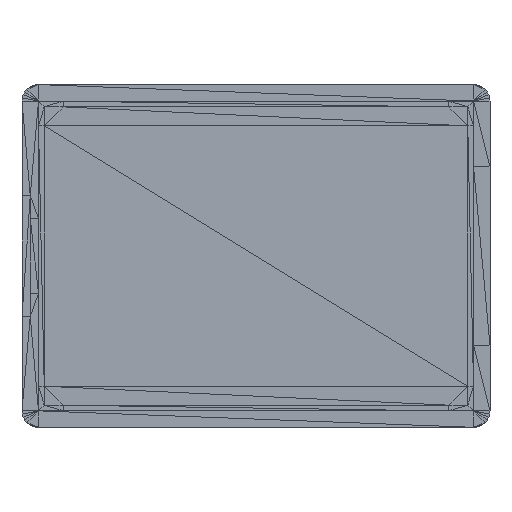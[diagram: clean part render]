
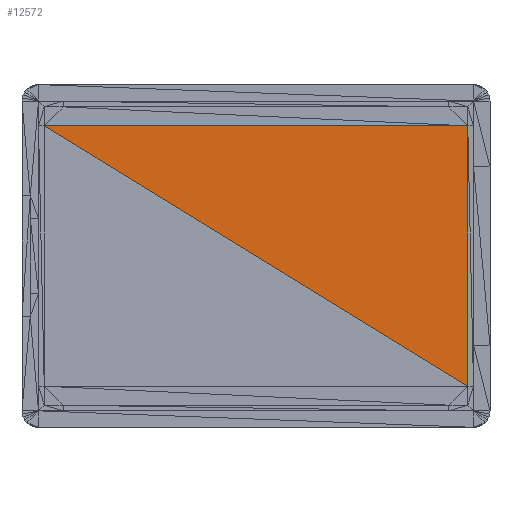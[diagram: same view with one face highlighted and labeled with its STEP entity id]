
A CAD part, top view. The second image highlights one B-rep face of the part: STEP entity #12572.
In plain terms, the highlighted planar face has unit normal (0, 0, 1).
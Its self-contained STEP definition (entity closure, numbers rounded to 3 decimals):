
#10143 = VERTEX_POINT('',#10144);
#10144 = CARTESIAN_POINT('',(-51.1,33.6,2.));
#10838 = VERTEX_POINT('',#10839);
#10839 = CARTESIAN_POINT('',(0.3,33.6,2.));
#11995 = VERTEX_POINT('',#11996);
#11996 = CARTESIAN_POINT('',(0.3,2.,2.));
#12010 = PLANE('',#12011);
#12011 = AXIS2_PLACEMENT_3D('',#12012,#12013,#12014);
#12012 = CARTESIAN_POINT('',(0.477,17.627,2.));
#12013 = DIRECTION('',(0.,0.,1.));
#12014 = DIRECTION('',(1.,0.,-0.));
#12455 = PLANE('',#12456);
#12456 = AXIS2_PLACEMENT_3D('',#12457,#12458,#12459);
#12457 = CARTESIAN_POINT('',(-31.066,12.134,2.));
#12458 = DIRECTION('',(0.,0.,1.));
#12459 = DIRECTION('',(1.,0.,-0.));
#12548 = EDGE_CURVE('',#10838,#11995,#12549,.T.);
#12549 = SURFACE_CURVE('',#12550,(#12554,#12561),.PCURVE_S1.);
#12550 = LINE('',#12551,#12552);
#12551 = CARTESIAN_POINT('',(0.3,33.6,2.));
#12552 = VECTOR('',#12553,1.);
#12553 = DIRECTION('',(0.,-1.,0.));
#12554 = PCURVE('',#12010,#12555);
#12555 = DEFINITIONAL_REPRESENTATION('',(#12556),#12560);
#12556 = LINE('',#12557,#12558);
#12557 = CARTESIAN_POINT('',(-0.177,15.973));
#12558 = VECTOR('',#12559,1.);
#12559 = DIRECTION('',(0.,-1.));
#12560 = ( GEOMETRIC_REPRESENTATION_CONTEXT(2) 
PARAMETRIC_REPRESENTATION_CONTEXT() REPRESENTATION_CONTEXT('2D SPACE',''
  ) );
#12561 = PCURVE('',#12562,#12567);
#12562 = PLANE('',#12563);
#12563 = AXIS2_PLACEMENT_3D('',#12564,#12565,#12566);
#12564 = CARTESIAN_POINT('',(-19.734,23.466,2.));
#12565 = DIRECTION('',(0.,0.,1.));
#12566 = DIRECTION('',(1.,0.,-0.));
#12567 = DEFINITIONAL_REPRESENTATION('',(#12568),#12571);
#12568 = B_SPLINE_CURVE_WITH_KNOTS('',1,(#12569,#12570),.UNSPECIFIED.,
  .F.,.F.,(2,2),(0.,31.6),.PIECEWISE_BEZIER_KNOTS.);
#12569 = CARTESIAN_POINT('',(20.034,10.134));
#12570 = CARTESIAN_POINT('',(20.034,-21.466));
#12571 = ( GEOMETRIC_REPRESENTATION_CONTEXT(2) 
PARAMETRIC_REPRESENTATION_CONTEXT() REPRESENTATION_CONTEXT('2D SPACE',''
  ) );
#12572 = ADVANCED_FACE('',(#12573),#12562,.T.);
#12573 = FACE_BOUND('',#12574,.T.);
#12574 = EDGE_LOOP('',(#12575,#12595,#12596));
#12575 = ORIENTED_EDGE('',*,*,#12576,.T.);
#12576 = EDGE_CURVE('',#10143,#11995,#12577,.T.);
#12577 = SURFACE_CURVE('',#12578,(#12582,#12589),.PCURVE_S1.);
#12578 = LINE('',#12579,#12580);
#12579 = CARTESIAN_POINT('',(-51.1,33.6,2.));
#12580 = VECTOR('',#12581,1.);
#12581 = DIRECTION('',(0.852,-0.524,0.));
#12582 = PCURVE('',#12562,#12583);
#12583 = DEFINITIONAL_REPRESENTATION('',(#12584),#12588);
#12584 = LINE('',#12585,#12586);
#12585 = CARTESIAN_POINT('',(-31.366,10.134));
#12586 = VECTOR('',#12587,1.);
#12587 = DIRECTION('',(0.852,-0.524));
#12588 = ( GEOMETRIC_REPRESENTATION_CONTEXT(2) 
PARAMETRIC_REPRESENTATION_CONTEXT() REPRESENTATION_CONTEXT('2D SPACE',''
  ) );
#12589 = PCURVE('',#12455,#12590);
#12590 = DEFINITIONAL_REPRESENTATION('',(#12591),#12594);
#12591 = B_SPLINE_CURVE_WITH_KNOTS('',1,(#12592,#12593),.UNSPECIFIED.,
  .F.,.F.,(2,2),(0.,60.337),.PIECEWISE_BEZIER_KNOTS.);
#12592 = CARTESIAN_POINT('',(-20.034,21.466));
#12593 = CARTESIAN_POINT('',(31.366,-10.134));
#12594 = ( GEOMETRIC_REPRESENTATION_CONTEXT(2) 
PARAMETRIC_REPRESENTATION_CONTEXT() REPRESENTATION_CONTEXT('2D SPACE',''
  ) );
#12595 = ORIENTED_EDGE('',*,*,#12548,.F.);
#12596 = ORIENTED_EDGE('',*,*,#12597,.T.);
#12597 = EDGE_CURVE('',#10838,#10143,#12598,.T.);
#12598 = SURFACE_CURVE('',#12599,(#12603,#12610),.PCURVE_S1.);
#12599 = LINE('',#12600,#12601);
#12600 = CARTESIAN_POINT('',(0.3,33.6,2.));
#12601 = VECTOR('',#12602,1.);
#12602 = DIRECTION('',(-1.,0.,0.));
#12603 = PCURVE('',#12562,#12604);
#12604 = DEFINITIONAL_REPRESENTATION('',(#12605),#12609);
#12605 = LINE('',#12606,#12607);
#12606 = CARTESIAN_POINT('',(20.034,10.134));
#12607 = VECTOR('',#12608,1.);
#12608 = DIRECTION('',(-1.,0.));
#12609 = ( GEOMETRIC_REPRESENTATION_CONTEXT(2) 
PARAMETRIC_REPRESENTATION_CONTEXT() REPRESENTATION_CONTEXT('2D SPACE',''
  ) );
#12610 = PCURVE('',#12611,#12616);
#12611 = PLANE('',#12612);
#12612 = AXIS2_PLACEMENT_3D('',#12613,#12614,#12615);
#12613 = CARTESIAN_POINT('',(-25.625,34.181,2.));
#12614 = DIRECTION('',(0.,0.,1.));
#12615 = DIRECTION('',(1.,0.,-0.));
#12616 = DEFINITIONAL_REPRESENTATION('',(#12617),#12620);
#12617 = B_SPLINE_CURVE_WITH_KNOTS('',1,(#12618,#12619),.UNSPECIFIED.,
  .F.,.F.,(2,2),(0.,51.4),.PIECEWISE_BEZIER_KNOTS.);
#12618 = CARTESIAN_POINT('',(25.925,-0.581));
#12619 = CARTESIAN_POINT('',(-25.475,-0.581));
#12620 = ( GEOMETRIC_REPRESENTATION_CONTEXT(2) 
PARAMETRIC_REPRESENTATION_CONTEXT() REPRESENTATION_CONTEXT('2D SPACE',''
  ) );
